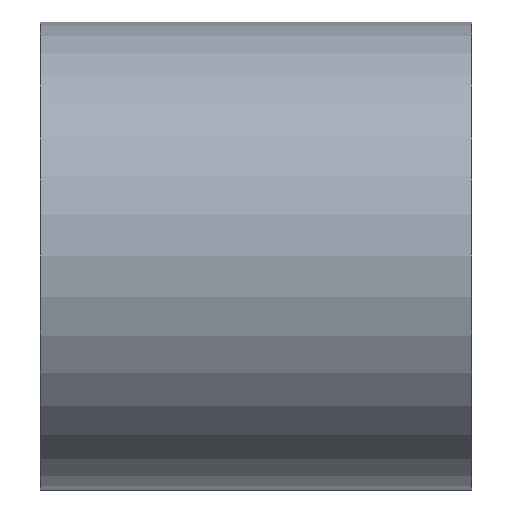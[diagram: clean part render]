
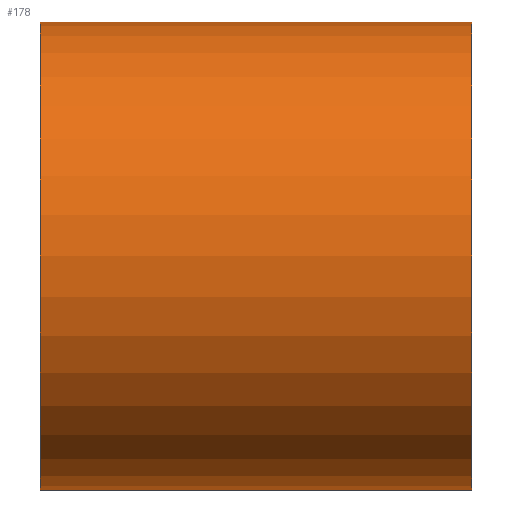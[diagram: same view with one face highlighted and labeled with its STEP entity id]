
A CAD part, left-side view. The second image highlights one B-rep face of the part: STEP entity #178.
In plain terms, the highlighted cylindrical face has radius 1.9 mm (diameter 3.8 mm), a partial arc.
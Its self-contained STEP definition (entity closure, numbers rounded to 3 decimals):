
#5 = DIRECTION ( 'NONE',  ( 0., 0., 1. ) ) ;
#7 = VECTOR ( 'NONE', #198, 1000. ) ;
#9 = LINE ( 'NONE', #127, #122 ) ;
#14 = CARTESIAN_POINT ( 'NONE',  ( 0., 0., -1.9 ) ) ;
#21 = EDGE_CURVE ( 'NONE', #179, #173, #25, .T. ) ;
#25 = CIRCLE ( 'NONE', #92, 1.9 ) ;
#32 = LINE ( 'NONE', #114, #7 ) ;
#36 = CARTESIAN_POINT ( 'NONE',  ( 0., 0., 1.9 ) ) ;
#39 = ORIENTED_EDGE ( 'NONE', *, *, #49, .T. ) ;
#42 = EDGE_CURVE ( 'NONE', #210, #173, #9, .T. ) ;
#49 = EDGE_CURVE ( 'NONE', #155, #179, #32, .T. ) ;
#51 = AXIS2_PLACEMENT_3D ( 'NONE', #207, #150, #189 ) ;
#61 = DIRECTION ( 'NONE',  ( 0., 0., 1. ) ) ;
#73 = ORIENTED_EDGE ( 'NONE', *, *, #21, .T. ) ;
#79 = ORIENTED_EDGE ( 'NONE', *, *, #167, .F. ) ;
#90 = DIRECTION ( 'NONE',  ( 0., 1., 0. ) ) ;
#92 = AXIS2_PLACEMENT_3D ( 'NONE', #204, #90, #61 ) ;
#99 = CARTESIAN_POINT ( 'NONE',  ( 0., 3.5, 1.9 ) ) ;
#101 = CYLINDRICAL_SURFACE ( 'NONE', #51, 1.9 ) ;
#103 = DIRECTION ( 'NONE',  ( 0., 1., 0. ) ) ;
#104 = FACE_OUTER_BOUND ( 'NONE', #128, .T. ) ;
#109 = DIRECTION ( 'NONE',  ( 0., -1., 0. ) ) ;
#114 = CARTESIAN_POINT ( 'NONE',  ( 0., 3.5, -1.9 ) ) ;
#122 = VECTOR ( 'NONE', #109, 1000. ) ;
#127 = CARTESIAN_POINT ( 'NONE',  ( 0., 3.5, 1.9 ) ) ;
#128 = EDGE_LOOP ( 'NONE', ( #191, #79, #39, #73 ) ) ;
#138 = CARTESIAN_POINT ( 'NONE',  ( 0., 3.5, -1.9 ) ) ;
#150 = DIRECTION ( 'NONE',  ( 0., -1., 0. ) ) ;
#154 = CIRCLE ( 'NONE', #200, 1.9 ) ;
#155 = VERTEX_POINT ( 'NONE', #138 ) ;
#162 = CARTESIAN_POINT ( 'NONE',  ( 0., 3.5, 0. ) ) ;
#167 = EDGE_CURVE ( 'NONE', #155, #210, #154, .T. ) ;
#173 = VERTEX_POINT ( 'NONE', #36 ) ;
#178 = ADVANCED_FACE ( 'NONE', ( #104 ), #101, .T. ) ;
#179 = VERTEX_POINT ( 'NONE', #14 ) ;
#189 = DIRECTION ( 'NONE',  ( 0., 0., -1. ) ) ;
#191 = ORIENTED_EDGE ( 'NONE', *, *, #42, .F. ) ;
#198 = DIRECTION ( 'NONE',  ( 0., -1., 0. ) ) ;
#200 = AXIS2_PLACEMENT_3D ( 'NONE', #162, #103, #5 ) ;
#204 = CARTESIAN_POINT ( 'NONE',  ( 0., 0., 0. ) ) ;
#207 = CARTESIAN_POINT ( 'NONE',  ( 0., 3.5, 0. ) ) ;
#210 = VERTEX_POINT ( 'NONE', #99 ) ;
